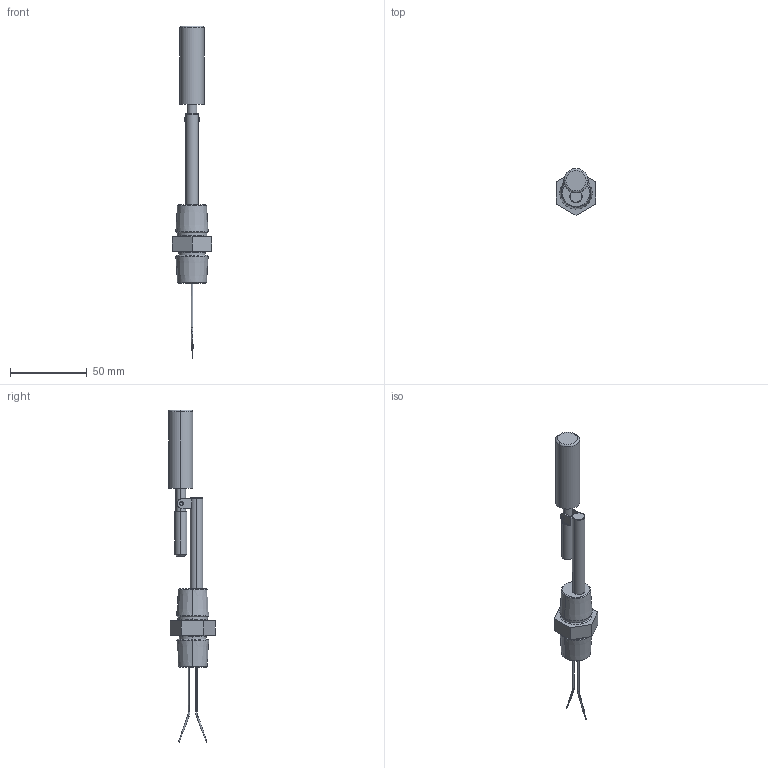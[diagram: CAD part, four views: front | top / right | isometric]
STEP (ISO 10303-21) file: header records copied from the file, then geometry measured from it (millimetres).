
FILE_DESCRIPTION (( 'STEP AP214' ), '1' );
FILE_NAME ('FLS-HM-200.STEP', '2014-01-31T18:29:50', ( '' ), ( '' ), 'SwSTEP 2.0', 'SolidWorks 2013', '' );
FILE_SCHEMA (( 'AUTOMOTIVE_DESIGN' ));
Length unit declared in the file: inch
Products named in the file (1): FLS-HM-200
Bounding box: 25.4 x 30.28 x 216.01 mm (x, y, z)
Volume: 33110.7 mm3; surface area: 10900.3 mm2
Topology: 5 solids, 5 shells, 101 faces, 222 edges, 140 vertices
Faces by surface type: cylinder 36, plane 33, torus 18, cone 14
Entity records: 2960 total; most frequent: DIRECTION 544, CARTESIAN_POINT 544, ORIENTED_EDGE 444, AXIS2_PLACEMENT_3D 228, EDGE_CURVE 222, VERTEX_POINT 140, CIRCLE 126, EDGE_LOOP 110
